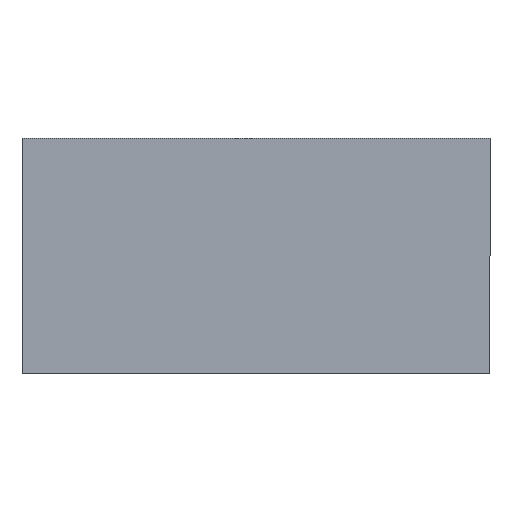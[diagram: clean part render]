
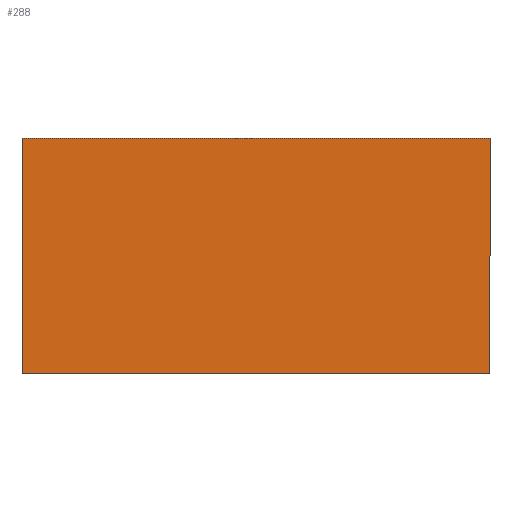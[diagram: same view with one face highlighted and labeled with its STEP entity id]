
A CAD part, top view. The second image highlights one B-rep face of the part: STEP entity #288.
In plain terms, the highlighted planar face has unit normal (0, 0, 1).
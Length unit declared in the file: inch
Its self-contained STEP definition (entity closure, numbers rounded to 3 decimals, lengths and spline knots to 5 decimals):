
#14 = VECTOR ( 'NONE', #1522, 39.37008 ) ;
#67 = VERTEX_POINT ( 'NONE', #2003 ) ;
#144 = VECTOR ( 'NONE', #1738, 39.37008 ) ;
#260 = DIRECTION ( 'NONE',  ( 0., 0., 1. ) ) ;
#288 = ADVANCED_FACE ( 'NONE', ( #3237 ), #1298, .T. ) ;
#495 = LINE ( 'NONE', #3251, #144 ) ;
#560 = ORIENTED_EDGE ( 'NONE', *, *, #3257, .T. ) ;
#743 = EDGE_CURVE ( 'NONE', #3071, #67, #1534, .T. ) ;
#760 = ORIENTED_EDGE ( 'NONE', *, *, #743, .T. ) ;
#1068 = VERTEX_POINT ( 'NONE', #1266 ) ;
#1266 = CARTESIAN_POINT ( 'NONE',  ( -0.38386, -0.19291, 0.49213 ) ) ;
#1277 = EDGE_CURVE ( 'NONE', #1068, #2518, #495, .T. ) ;
#1287 = VECTOR ( 'NONE', #1777, 39.37008 ) ;
#1298 = PLANE ( 'NONE',  #1631 ) ;
#1443 = LINE ( 'NONE', #2258, #1287 ) ;
#1522 = DIRECTION ( 'NONE',  ( 0., 1., 0. ) ) ;
#1534 = LINE ( 'NONE', #3064, #1682 ) ;
#1537 = DIRECTION ( 'NONE',  ( -1., 0., 0. ) ) ;
#1563 = DIRECTION ( 'NONE',  ( 1., 0., 0. ) ) ;
#1631 = AXIS2_PLACEMENT_3D ( 'NONE', #2511, #260, #1563 ) ;
#1682 = VECTOR ( 'NONE', #1537, 39.37008 ) ;
#1738 = DIRECTION ( 'NONE',  ( 1., 0., 0. ) ) ;
#1777 = DIRECTION ( 'NONE',  ( 0., -1., 0. ) ) ;
#2003 = CARTESIAN_POINT ( 'NONE',  ( -0.38386, 0.19291, 0.49213 ) ) ;
#2108 = LINE ( 'NONE', #3056, #14 ) ;
#2178 = ORIENTED_EDGE ( 'NONE', *, *, #1277, .T. ) ;
#2258 = CARTESIAN_POINT ( 'NONE',  ( -0.38386, 0.19291, 0.49213 ) ) ;
#2339 = ORIENTED_EDGE ( 'NONE', *, *, #3188, .T. ) ;
#2511 = CARTESIAN_POINT ( 'NONE',  ( 0., 0., 0.49213 ) ) ;
#2518 = VERTEX_POINT ( 'NONE', #2791 ) ;
#2791 = CARTESIAN_POINT ( 'NONE',  ( 0.38386, -0.19291, 0.49213 ) ) ;
#2922 = EDGE_LOOP ( 'NONE', ( #2339, #760, #560, #2178 ) ) ;
#3056 = CARTESIAN_POINT ( 'NONE',  ( 0.38386, 0.19291, 0.49213 ) ) ;
#3064 = CARTESIAN_POINT ( 'NONE',  ( -0.38386, 0.19291, 0.49213 ) ) ;
#3071 = VERTEX_POINT ( 'NONE', #3131 ) ;
#3131 = CARTESIAN_POINT ( 'NONE',  ( 0.38386, 0.19291, 0.49213 ) ) ;
#3188 = EDGE_CURVE ( 'NONE', #2518, #3071, #2108, .T. ) ;
#3237 = FACE_OUTER_BOUND ( 'NONE', #2922, .T. ) ;
#3251 = CARTESIAN_POINT ( 'NONE',  ( -0.38386, -0.19291, 0.49213 ) ) ;
#3257 = EDGE_CURVE ( 'NONE', #67, #1068, #1443, .T. ) ;
